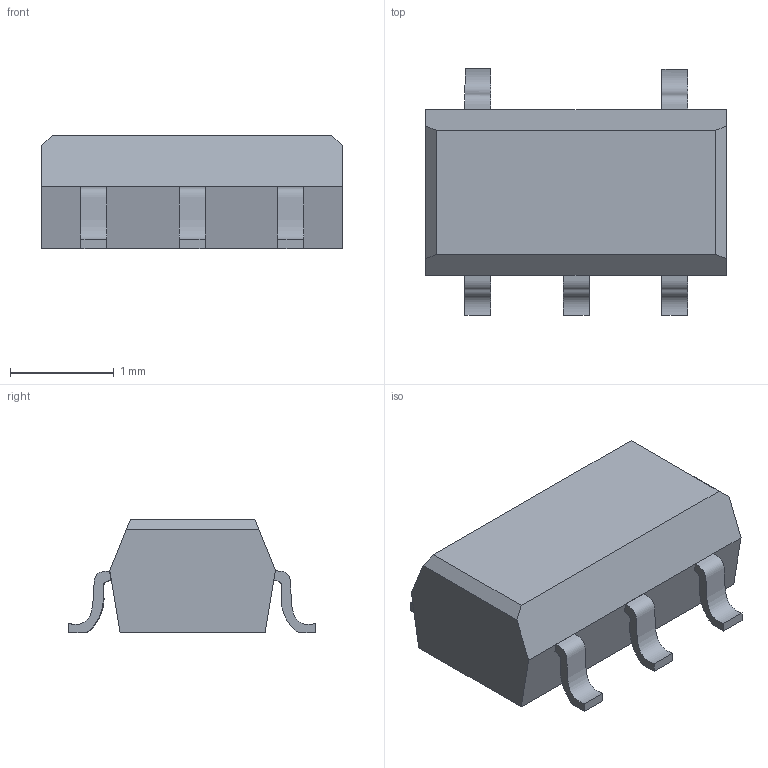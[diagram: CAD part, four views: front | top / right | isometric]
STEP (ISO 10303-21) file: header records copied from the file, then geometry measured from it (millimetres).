
FILE_DESCRIPTION(/* description */ (''),/* implementation_level */ '2;1');
FILE_NAME(/* name */ 'MIC5225 v1.step',/* time_stamp */ '2019-12-06T10:27:59-06:00',/* author */ (''),/* organization */ (''),/* preprocessor_version */ 'ST-DEVELOPER v18',/* originating_system */ 'Autodesk Translation Framework v8.12.0.6',/* authorisation */ '');
FILE_SCHEMA (('AUTOMOTIVE_DESIGN { 1 0 10303 214 3 1 1 }'));
Length unit declared in the file: millimetre
Products named in the file (1): MIC5225
Bounding box: 2.9 x 2.38 x 1.1 mm (x, y, z)
Volume: 4.7 mm3; surface area: 20.1 mm2
Topology: 6 solids, 6 shells, 45 faces, 99 edges, 66 vertices
Faces by surface type: plane 35, bspline 10
Entity records: 1925 total; most frequent: CARTESIAN_POINT 981, ORIENTED_EDGE 198, DIRECTION 151, EDGE_CURVE 99, LINE 79, VECTOR 79, VERTEX_POINT 66, FACE_OUTER_BOUND 45
